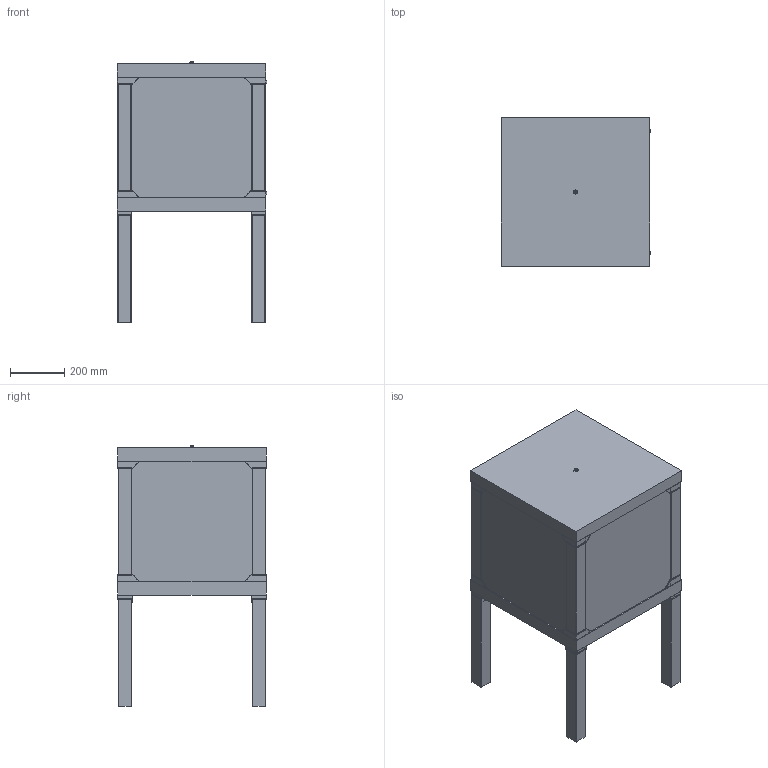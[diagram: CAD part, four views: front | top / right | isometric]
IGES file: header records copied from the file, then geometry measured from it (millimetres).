
Global section: file name: Ikea Lack Enclosure_v15; native system: unknown; preprocessor: unknown; author: unknown; organization: unknown; date: 20200923.175734; units: millimetre
Bounding box: 552.17 x 549.27 x 963.23 mm (x, y, z)
Volume: 42729471.7 mm3; surface area: 4001183.5 mm2
Topology: 50 solids, 50 shells, 1663 faces, 4167 edges, 2618 vertices
Faces by surface type: bspline 1663
